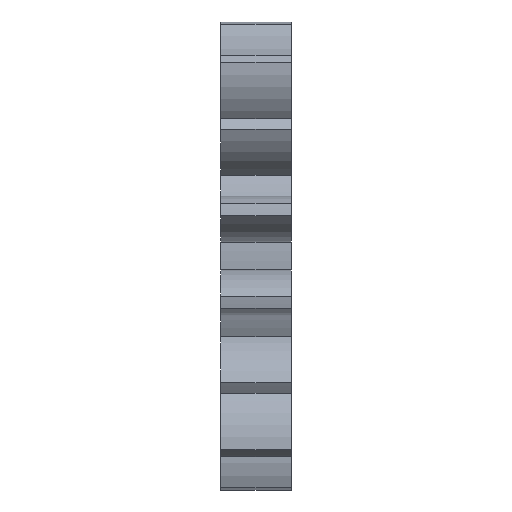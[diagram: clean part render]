
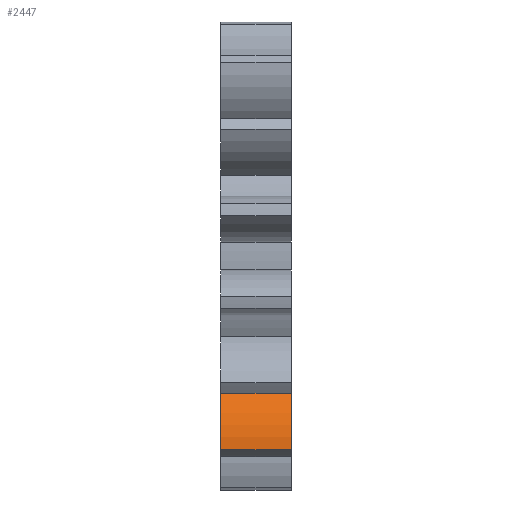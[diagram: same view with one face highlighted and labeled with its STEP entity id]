
A CAD part, front view. The second image highlights one B-rep face of the part: STEP entity #2447.
In plain terms, the highlighted cylindrical face has radius 7.2 mm (diameter 14.4 mm), a partial arc.
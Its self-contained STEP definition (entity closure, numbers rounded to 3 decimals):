
#76 = VERTEX_POINT ( 'NONE', #2407 ) ;
#130 = DIRECTION ( 'NONE',  ( 0., 0., 1. ) ) ;
#153 = DIRECTION ( 'NONE',  ( -1., 0., 0. ) ) ;
#161 = AXIS2_PLACEMENT_3D ( 'NONE', #1312, #153, #130 ) ;
#260 = CARTESIAN_POINT ( 'NONE',  ( 0., -11.69, -16.535 ) ) ;
#291 = ORIENTED_EDGE ( 'NONE', *, *, #325, .T. ) ;
#293 = ORIENTED_EDGE ( 'NONE', *, *, #1824, .T. ) ;
#306 = DIRECTION ( 'NONE',  ( -1., 0., 0. ) ) ;
#325 = EDGE_CURVE ( 'NONE', #76, #592, #1573, .T. ) ;
#332 = AXIS2_PLACEMENT_3D ( 'NONE', #1664, #306, #2079 ) ;
#457 = ORIENTED_EDGE ( 'NONE', *, *, #1414, .T. ) ;
#592 = VERTEX_POINT ( 'NONE', #260 ) ;
#890 = ORIENTED_EDGE ( 'NONE', *, *, #2354, .T. ) ;
#912 = DIRECTION ( 'NONE',  ( 1., 0., 0. ) ) ;
#1112 = CYLINDRICAL_SURFACE ( 'NONE', #161, 7.2 ) ;
#1185 = CARTESIAN_POINT ( 'NONE',  ( 6., -9.882, -11.531 ) ) ;
#1235 = CARTESIAN_POINT ( 'NONE',  ( 6., -11.69, -16.535 ) ) ;
#1284 = DIRECTION ( 'NONE',  ( -1., 0., 0. ) ) ;
#1312 = CARTESIAN_POINT ( 'NONE',  ( 6., -4.494, -16.307 ) ) ;
#1325 = AXIS2_PLACEMENT_3D ( 'NONE', #1554, #912, #2548 ) ;
#1370 = VECTOR ( 'NONE', #1467, 1000. ) ;
#1414 = EDGE_CURVE ( 'NONE', #1635, #76, #1675, .T. ) ;
#1463 = CIRCLE ( 'NONE', #332, 7.2 ) ;
#1467 = DIRECTION ( 'NONE',  ( 1., 0., 0. ) ) ;
#1554 = CARTESIAN_POINT ( 'NONE',  ( 0., -4.494, -16.307 ) ) ;
#1573 = CIRCLE ( 'NONE', #1325, 7.2 ) ;
#1635 = VERTEX_POINT ( 'NONE', #1185 ) ;
#1664 = CARTESIAN_POINT ( 'NONE',  ( 6., -4.494, -16.307 ) ) ;
#1675 = LINE ( 'NONE', #2474, #2413 ) ;
#1824 = EDGE_CURVE ( 'NONE', #592, #2178, #1885, .T. ) ;
#1885 = LINE ( 'NONE', #2455, #1370 ) ;
#1950 = FACE_OUTER_BOUND ( 'NONE', #2589, .T. ) ;
#2079 = DIRECTION ( 'NONE',  ( 0., -0.707, 0.707 ) ) ;
#2178 = VERTEX_POINT ( 'NONE', #1235 ) ;
#2354 = EDGE_CURVE ( 'NONE', #2178, #1635, #1463, .T. ) ;
#2407 = CARTESIAN_POINT ( 'NONE',  ( 0., -9.882, -11.531 ) ) ;
#2413 = VECTOR ( 'NONE', #1284, 1000. ) ;
#2447 = ADVANCED_FACE ( 'NONE', ( #1950 ), #1112, .T. ) ;
#2455 = CARTESIAN_POINT ( 'NONE',  ( 3., -11.69, -16.535 ) ) ;
#2474 = CARTESIAN_POINT ( 'NONE',  ( 6., -9.882, -11.531 ) ) ;
#2548 = DIRECTION ( 'NONE',  ( 0., 0., -1. ) ) ;
#2589 = EDGE_LOOP ( 'NONE', ( #293, #890, #457, #291 ) ) ;
